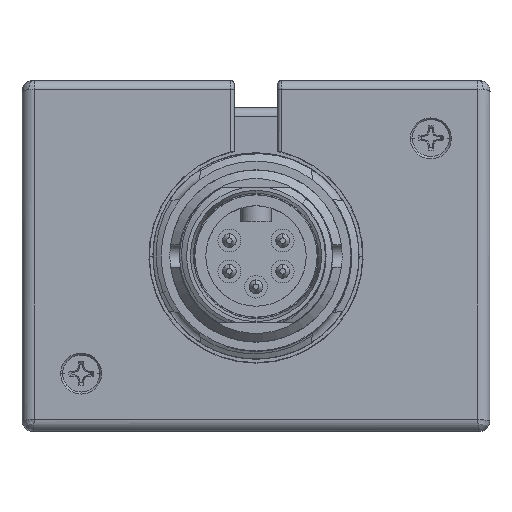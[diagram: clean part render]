
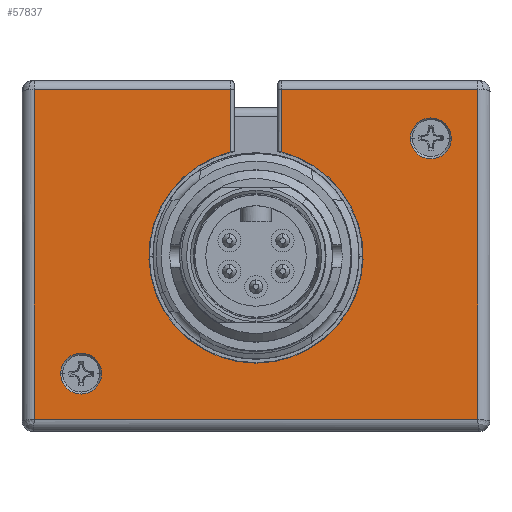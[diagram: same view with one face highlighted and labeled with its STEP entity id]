
A CAD part, front view. The second image highlights one B-rep face of the part: STEP entity #57837.
In plain terms, the highlighted planar face has unit normal (0, -1, 0).
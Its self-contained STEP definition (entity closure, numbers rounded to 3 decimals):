
#51002=CARTESIAN_POINT('',(25.4,0.,17.09));
#51003=DIRECTION('',(0.,1.,0.));
#51004=DIRECTION('',(-1.,0.,0.));
#51005=AXIS2_PLACEMENT_3D('',#51002,#51003,#51004);
#51007=CARTESIAN_POINT('',(25.4,0.,17.09));
#51008=DIRECTION('',(0.,1.,0.));
#51009=DIRECTION('',(1.,0.,0.));
#51010=AXIS2_PLACEMENT_3D('',#51007,#51008,#51009);
#51012=CARTESIAN_POINT('',(-25.4,0.,-17.09));
#51013=DIRECTION('',(0.,1.,0.));
#51014=DIRECTION('',(-1.,0.,0.));
#51015=AXIS2_PLACEMENT_3D('',#51012,#51013,#51014);
#51017=CARTESIAN_POINT('',(-25.4,0.,-17.09));
#51018=DIRECTION('',(0.,1.,0.));
#51019=DIRECTION('',(1.,0.,0.));
#51020=AXIS2_PLACEMENT_3D('',#51017,#51018,#51019);
#51022=DIRECTION('',(1.,0.,0.));
#51023=VECTOR('',#51022,28.525);
#51024=CARTESIAN_POINT('',(3.675,0.,24.15));
#51025=LINE('',#51024,#51023);
#51026=DIRECTION('',(0.,0.,-1.));
#51027=VECTOR('',#51026,47.85);
#51028=CARTESIAN_POINT('',(32.2,0.,24.15));
#51029=LINE('',#51028,#51027);
#51030=DIRECTION('',(-1.,0.,0.));
#51031=VECTOR('',#51030,64.4);
#51032=CARTESIAN_POINT('',(32.2,0.,-23.7));
#51033=LINE('',#51032,#51031);
#51034=DIRECTION('',(0.,0.,-1.));
#51035=VECTOR('',#51034,47.85);
#51036=CARTESIAN_POINT('',(-32.2,0.,24.15));
#51037=LINE('',#51036,#51035);
#51038=DIRECTION('',(1.,0.,0.));
#51039=VECTOR('',#51038,28.525);
#51040=CARTESIAN_POINT('',(-32.2,0.,24.15));
#51041=LINE('',#51040,#51039);
#51042=DIRECTION('',(0.,0.,1.));
#51043=VECTOR('',#51042,9.027);
#51044=CARTESIAN_POINT('',(-3.675,0.,15.123));
#51045=LINE('',#51044,#51043);
#51046=CARTESIAN_POINT('',(0.,0.,0.));
#51047=DIRECTION('',(0.,1.,0.));
#51048=DIRECTION('',(0.236,0.,0.972));
#51049=AXIS2_PLACEMENT_3D('',#51046,#51047,#51048);
#51051=DIRECTION('',(0.,0.,-1.));
#51052=VECTOR('',#51051,9.027);
#51053=CARTESIAN_POINT('',(3.675,0.,24.15));
#51054=LINE('',#51053,#51052);
#52207=CARTESIAN_POINT('',(-3.675,0.,15.123));
#52214=CARTESIAN_POINT('',(3.675,0.,15.123));
#56606=CARTESIAN_POINT('',(32.2,0.,-23.7));
#56607=CARTESIAN_POINT('',(-32.2,0.,-23.7));
#56608=VERTEX_POINT('',#56606);
#56609=VERTEX_POINT('',#56607);
#56619=VERTEX_POINT('',#52207);
#56624=VERTEX_POINT('',#52214);
#56635=CARTESIAN_POINT('',(32.2,0.,24.15));
#56636=VERTEX_POINT('',#56635);
#56639=CARTESIAN_POINT('',(3.675,0.,24.15));
#56640=VERTEX_POINT('',#56639);
#56645=CARTESIAN_POINT('',(-32.2,0.,24.15));
#56646=CARTESIAN_POINT('',(-3.675,0.,24.15));
#56647=VERTEX_POINT('',#56645);
#56648=VERTEX_POINT('',#56646);
#57740=CARTESIAN_POINT('',(22.425,0.,17.09));
#57741=CARTESIAN_POINT('',(28.375,0.,17.09));
#57742=VERTEX_POINT('',#57740);
#57743=VERTEX_POINT('',#57741);
#57744=CARTESIAN_POINT('',(-28.375,0.,-17.09));
#57745=CARTESIAN_POINT('',(-22.425,0.,-17.09));
#57746=VERTEX_POINT('',#57744);
#57747=VERTEX_POINT('',#57745);
#57803=CARTESIAN_POINT('',(-34.,0.,-25.5));
#57804=DIRECTION('',(0.,-1.,0.));
#57805=DIRECTION('',(1.,0.,0.));
#57806=AXIS2_PLACEMENT_3D('',#57803,#57804,#57805);
#57807=PLANE('',#57806);
#57809=ORIENTED_EDGE('',*,*,#57808,.T.);
#57811=ORIENTED_EDGE('',*,*,#57810,.T.);
#57812=ORIENTED_EDGE('',*,*,#57793,.T.);
#57814=ORIENTED_EDGE('',*,*,#57813,.F.);
#57816=ORIENTED_EDGE('',*,*,#57815,.T.);
#57818=ORIENTED_EDGE('',*,*,#57817,.F.);
#57820=ORIENTED_EDGE('',*,*,#57819,.F.);
#57822=ORIENTED_EDGE('',*,*,#57821,.F.);
#57823=EDGE_LOOP('',(#57809,#57811,#57812,#57814,#57816,#57818,#57820,#57822));
#57824=FACE_OUTER_BOUND('',#57823,.F.);
#57826=ORIENTED_EDGE('',*,*,#57825,.F.);
#57828=ORIENTED_EDGE('',*,*,#57827,.F.);
#57829=EDGE_LOOP('',(#57826,#57828));
#57830=FACE_BOUND('',#57829,.F.);
#57832=ORIENTED_EDGE('',*,*,#57831,.F.);
#57834=ORIENTED_EDGE('',*,*,#57833,.F.);
#57835=EDGE_LOOP('',(#57832,#57834));
#57836=FACE_BOUND('',#57835,.F.);
#57837=ADVANCED_FACE('',(#57824,#57830,#57836),#57807,.T.);
#51006=CIRCLE('',#51005,2.975);
#51011=CIRCLE('',#51010,2.975);
#51016=CIRCLE('',#51015,2.975);
#51021=CIRCLE('',#51020,2.975);
#51050=CIRCLE('',#51049,15.563);
#57793=EDGE_CURVE('',#56608,#56609,#51033,.T.);
#57808=EDGE_CURVE('',#56640,#56636,#51025,.T.);
#57810=EDGE_CURVE('',#56636,#56608,#51029,.T.);
#57813=EDGE_CURVE('',#56647,#56609,#51037,.T.);
#57815=EDGE_CURVE('',#56647,#56648,#51041,.T.);
#57817=EDGE_CURVE('',#56619,#56648,#51045,.T.);
#57819=EDGE_CURVE('',#56624,#56619,#51050,.T.);
#57821=EDGE_CURVE('',#56640,#56624,#51054,.T.);
#57825=EDGE_CURVE('',#57746,#57747,#51016,.T.);
#57827=EDGE_CURVE('',#57747,#57746,#51021,.T.);
#57831=EDGE_CURVE('',#57742,#57743,#51006,.T.);
#57833=EDGE_CURVE('',#57743,#57742,#51011,.T.);
